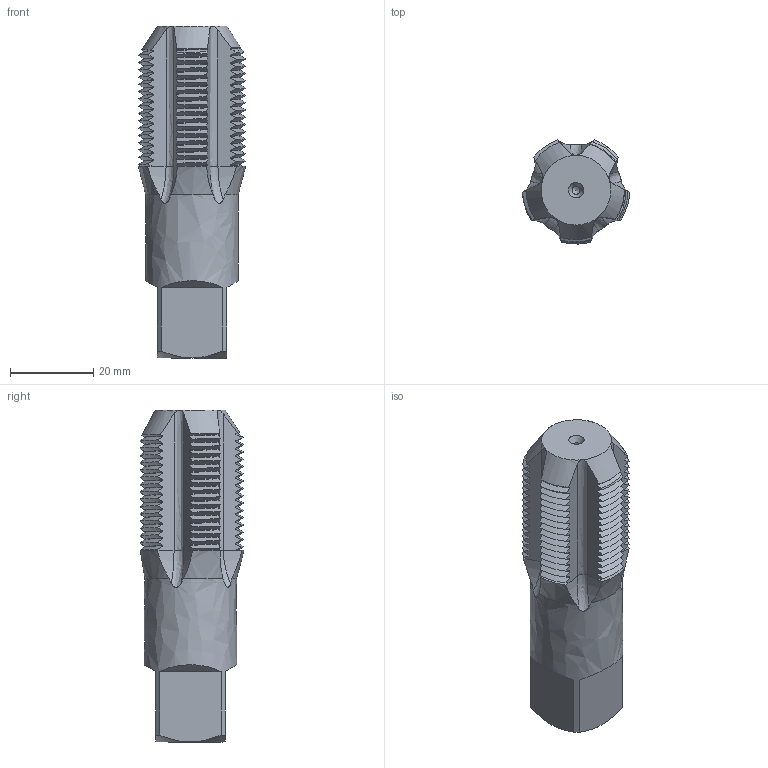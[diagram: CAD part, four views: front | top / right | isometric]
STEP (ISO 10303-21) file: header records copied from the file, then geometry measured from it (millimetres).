
FILE_DESCRIPTION(('FreeCAD Model'),'2;1');
FILE_NAME('Open CASCADE Shape Model','2025-05-04T01:21:01',('FreeCAD'),( 'FreeCAD'),'Open CASCADE STEP processor 7.6','FreeCAD','Unknown');
FILE_SCHEMA(('AUTOMOTIVE_DESIGN { 1 0 10303 214 1 1 1 1 }'));
Products named in the file (1): Open CASCADE STEP translator 7.6 1
Bounding box: 25.78 x 24.99 x 79.86 mm (x, y, z)
Volume: 28173.7 mm3; surface area: 7667.9 mm2
Topology: 1 solids, 1 shells, 347 faces, 1180 edges, 862 vertices
Faces by surface type: bspline 347
Entity records: 157862 total; most frequent: CARTESIAN_POINT 151463, ORIENTED_EDGE 2356, EDGE_CURVE 1178, VERTEX_POINT 862, B_SPLINE_CURVE_WITH_KNOTS 852, FACE_BOUND 376, EDGE_LOOP 376, ADVANCED_FACE 347
